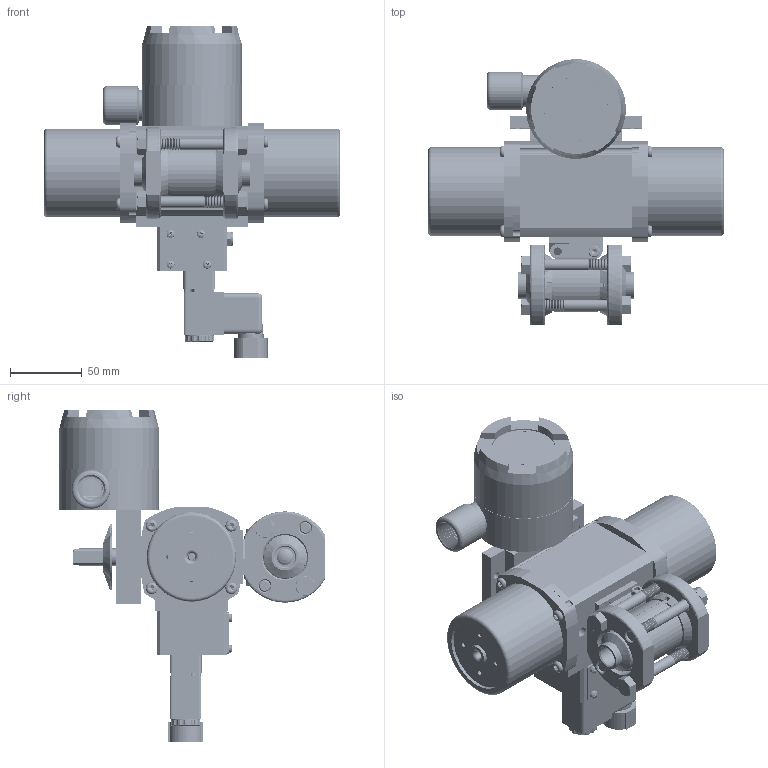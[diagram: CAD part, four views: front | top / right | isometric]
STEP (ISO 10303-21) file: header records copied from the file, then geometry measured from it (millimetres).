
FILE_DESCRIPTION (( 'STEP AP203' ), '1' );
FILE_NAME ('24XXSWFA512SR3GPDCLS.step', '2018-06-14T15:45:32', ( '' ), ( '' ), 'SwSTEP 2.0', 'SolidWorks 2017', '' );
FILE_SCHEMA (( 'CONFIG_CONTROL_DESIGN' ));
Products named in the file (1): 24XXSWFA512SR3GPDCLS
Bounding box: 206.12 x 184.85 x 231.14 mm (x, y, z)
Volume: 873798.9 mm3; surface area: 364650.8 mm2
Topology: 66 solids, 66 shells, 6394 faces, 17088 edges, 10904 vertices
Faces by surface type: cylinder 3110, cone 2025, plane 893, torus 214, bspline 138, sphere 14
Entity records: 252347 total; most frequent: CARTESIAN_POINT 96861, ORIENTED_EDGE 33864, DIRECTION 32950, EDGE_CURVE 16932, AXIS2_PLACEMENT_3D 13374, VERTEX_POINT 10900, CIRCLE 7117, EDGE_LOOP 6888
